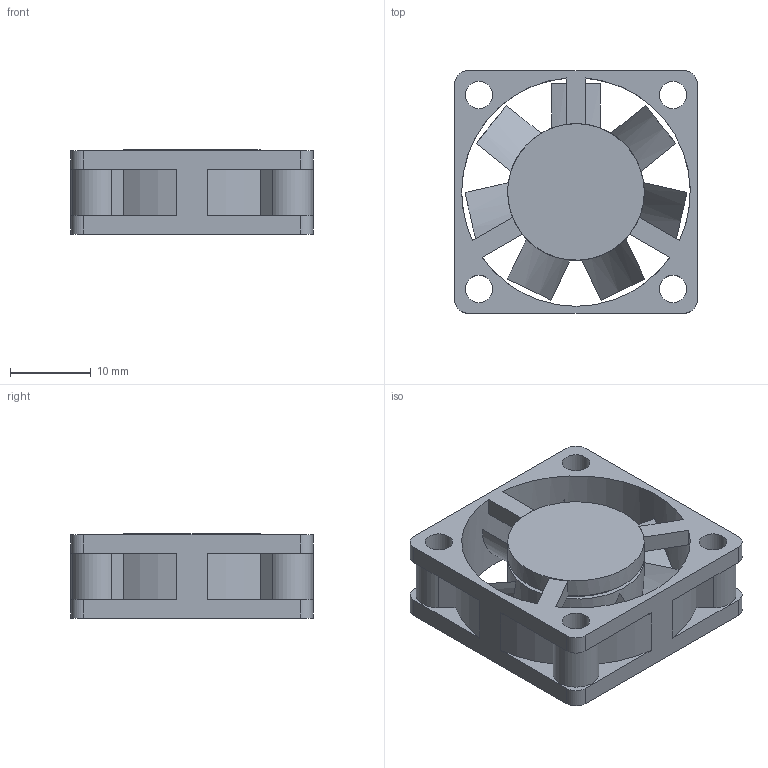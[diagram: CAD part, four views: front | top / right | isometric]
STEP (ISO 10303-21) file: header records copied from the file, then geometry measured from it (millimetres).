
FILE_DESCRIPTION(/* description */ (''),/* implementation_level */ '2;1');
FILE_NAME(/* name */ '30MM-FAN v0.step',/* time_stamp */ '2019-01-19T14:20:54-07:00',/* author */ ('mkellsy'),/* organization */ (''),/* preprocessor_version */ 'ST-DEVELOPER v17.2',/* originating_system */ 'Autodesk Translation Framework v7.6.0.251',/* authorisation */ '');
FILE_SCHEMA (('AUTOMOTIVE_DESIGN { 1 0 10303 214 3 1 1 }'));
Length unit declared in the file: millimetre
Products named in the file (2): 30MM-FAN; 30 mm Fan
Assembly tree (1 placements, depth 2):
  30MM-FAN
    30 mm Fan
Bounding box: 30 x 30 x 10.44 mm (x, y, z)
Volume: 4591.9 mm3; surface area: 5113.4 mm2
Topology: 1 solids, 1 shells, 81 faces, 234 edges, 159 vertices
Faces by surface type: cylinder 42, plane 39
Full cylindrical faces by diameter (mm): 3.4 x4, 15.8 x1, 16.9 x2, 28.3 x1
Entity records: 2906 total; most frequent: CARTESIAN_POINT 623, DIRECTION 477, ORIENTED_EDGE 468, EDGE_CURVE 234, AXIS2_PLACEMENT_3D 175, VERTEX_POINT 159, LINE 127, VECTOR 127
